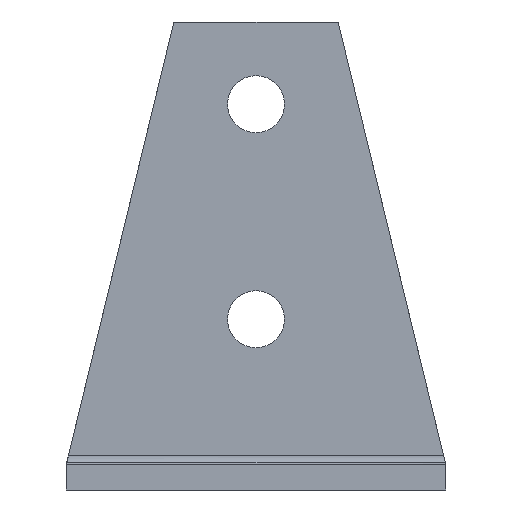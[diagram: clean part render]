
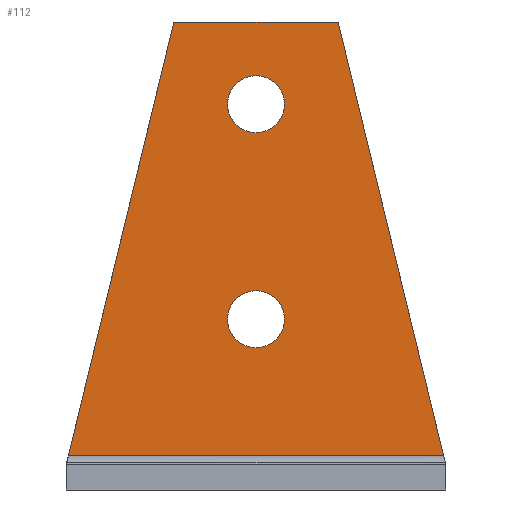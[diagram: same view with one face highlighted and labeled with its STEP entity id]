
A CAD part, front view. The second image highlights one B-rep face of the part: STEP entity #112.
In plain terms, the highlighted planar face has unit normal (0, -1, 0).
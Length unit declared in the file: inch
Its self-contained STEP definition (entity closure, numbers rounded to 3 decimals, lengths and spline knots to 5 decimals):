
#112=ADVANCED_FACE('',(#229,#230,#231),#232,.F.);
#229=FACE_OUTER_BOUND('',#440,.T.);
#230=FACE_BOUND('',#441,.T.);
#231=FACE_BOUND('',#442,.T.);
#232=PLANE('',#443);
#440=EDGE_LOOP('',(#686,#687,#688,#689));
#441=EDGE_LOOP('',(#690,#691,#692,#693));
#442=EDGE_LOOP('',(#694,#695,#696,#697));
#443=AXIS2_PLACEMENT_3D('',#698,#699,#700);
#686=ORIENTED_EDGE('',*,*,#839,.F.);
#687=ORIENTED_EDGE('',*,*,#800,.F.);
#688=ORIENTED_EDGE('',*,*,#894,.F.);
#689=ORIENTED_EDGE('',*,*,#855,.F.);
#690=ORIENTED_EDGE('',*,*,#895,.F.);
#691=ORIENTED_EDGE('',*,*,#872,.F.);
#692=ORIENTED_EDGE('',*,*,#827,.F.);
#693=ORIENTED_EDGE('',*,*,#859,.F.);
#694=ORIENTED_EDGE('',*,*,#884,.F.);
#695=ORIENTED_EDGE('',*,*,#889,.F.);
#696=ORIENTED_EDGE('',*,*,#880,.F.);
#697=ORIENTED_EDGE('',*,*,#896,.F.);
#698=CARTESIAN_POINT('',(0.93746,0.68747,0.9922));
#699=DIRECTION('',(0.,1.0,0.));
#700=DIRECTION('',(0.0,0.,1.0));
#800=EDGE_CURVE('',#947,#949,#950,.T.);
#827=EDGE_CURVE('',#994,#996,#997,.T.);
#839=EDGE_CURVE('',#949,#1014,#1015,.T.);
#855=EDGE_CURVE('',#1014,#1036,#1037,.T.);
#859=EDGE_CURVE('',#1040,#994,#1042,.T.);
#872=EDGE_CURVE('',#996,#1059,#1060,.T.);
#880=EDGE_CURVE('',#1068,#1070,#1071,.T.);
#884=EDGE_CURVE('',#1074,#1076,#1077,.T.);
#889=EDGE_CURVE('',#1070,#1074,#1082,.T.);
#894=EDGE_CURVE('',#1036,#947,#1087,.T.);
#895=EDGE_CURVE('',#1059,#1040,#1088,.T.);
#896=EDGE_CURVE('',#1076,#1068,#1089,.T.);
#947=VERTEX_POINT('',#1175);
#949=VERTEX_POINT('',#1178);
#950=LINE('',#1179,#1180);
#994=VERTEX_POINT('',#1248);
#996=VERTEX_POINT('',#1251);
#997=B_SPLINE_CURVE_WITH_KNOTS('',3,(#1252,#1253,#1254,#1255),.UNSPECIFIED.,.F.,.F.,(4,4),(0.0,1.0),.UNSPECIFIED.);
#1014=VERTEX_POINT('',#1284);
#1015=LINE('',#1285,#1286);
#1036=VERTEX_POINT('',#1324);
#1037=LINE('',#1325,#1326);
#1040=VERTEX_POINT('',#1330);
#1042=B_SPLINE_CURVE_WITH_KNOTS('',3,(#1333,#1334,#1335,#1336),.UNSPECIFIED.,.F.,.F.,(4,4),(0.0,1.0),.UNSPECIFIED.);
#1059=VERTEX_POINT('',#1369);
#1060=B_SPLINE_CURVE_WITH_KNOTS('',3,(#1370,#1371,#1372,#1373),.UNSPECIFIED.,.F.,.F.,(4,4),(0.0,1.0),.UNSPECIFIED.);
#1068=VERTEX_POINT('',#1384);
#1070=VERTEX_POINT('',#1387);
#1071=B_SPLINE_CURVE_WITH_KNOTS('',3,(#1388,#1389,#1390,#1391),.UNSPECIFIED.,.F.,.F.,(4,4),(0.0,1.0),.UNSPECIFIED.);
#1074=VERTEX_POINT('',#1395);
#1076=VERTEX_POINT('',#1398);
#1077=B_SPLINE_CURVE_WITH_KNOTS('',3,(#1399,#1400,#1401,#1402),.UNSPECIFIED.,.F.,.F.,(4,4),(0.0,1.0),.UNSPECIFIED.);
#1082=B_SPLINE_CURVE_WITH_KNOTS('',3,(#1409,#1410,#1411,#1412),.UNSPECIFIED.,.F.,.F.,(4,4),(0.0,1.0),.UNSPECIFIED.);
#1087=LINE('',#1421,#1422);
#1088=B_SPLINE_CURVE_WITH_KNOTS('',3,(#1423,#1424,#1425,#1426),.UNSPECIFIED.,.F.,.F.,(4,4),(0.0,1.0),.UNSPECIFIED.);
#1089=B_SPLINE_CURVE_WITH_KNOTS('',3,(#1427,#1428,#1429,#1430),.UNSPECIFIED.,.F.,.F.,(4,4),(0.0,1.0),.UNSPECIFIED.);
#1175=CARTESIAN_POINT('',(1.34371,0.68747,2.31253));
#1178=CARTESIAN_POINT('',(1.86404,0.68747,0.17));
#1179=CARTESIAN_POINT('',(1.34371,0.68747,2.31253));
#1180=VECTOR('',#1468,1.0);
#1248=CARTESIAN_POINT('',(0.93746,0.68747,1.76565));
#1251=CARTESIAN_POINT('',(1.07808,0.68747,1.90626));
#1252=CARTESIAN_POINT('',(0.93746,0.68747,1.76565));
#1253=CARTESIAN_POINT('',(1.01514,0.68747,1.76565));
#1254=CARTESIAN_POINT('',(1.07808,0.68747,1.8286));
#1255=CARTESIAN_POINT('',(1.07808,0.68747,1.90626));
#1284=CARTESIAN_POINT('',(0.01087,0.68747,0.17));
#1285=CARTESIAN_POINT('',(0.93747,0.68747,0.17));
#1286=VECTOR('',#1500,1.0);
#1324=CARTESIAN_POINT('',(0.5312,0.68747,2.31253));
#1325=CARTESIAN_POINT('',(-0.00006,0.68747,0.125));
#1326=VECTOR('',#1512,1.0);
#1330=CARTESIAN_POINT('',(0.79683,0.68747,1.90626));
#1333=CARTESIAN_POINT('',(0.79683,0.68747,1.90626));
#1334=CARTESIAN_POINT('',(0.79683,0.68747,1.8286));
#1335=CARTESIAN_POINT('',(0.8598,0.68747,1.76565));
#1336=CARTESIAN_POINT('',(0.93746,0.68747,1.76565));
#1369=CARTESIAN_POINT('',(0.93746,0.68747,2.0469));
#1370=CARTESIAN_POINT('',(1.07808,0.68747,1.90626));
#1371=CARTESIAN_POINT('',(1.07808,0.68747,1.98394));
#1372=CARTESIAN_POINT('',(1.01514,0.68747,2.0469));
#1373=CARTESIAN_POINT('',(0.93746,0.68747,2.0469));
#1384=CARTESIAN_POINT('',(0.93746,0.68747,0.70314));
#1387=CARTESIAN_POINT('',(1.07808,0.68747,0.84376));
#1388=CARTESIAN_POINT('',(0.93746,0.68747,0.70314));
#1389=CARTESIAN_POINT('',(1.01514,0.68747,0.70314));
#1390=CARTESIAN_POINT('',(1.07808,0.68747,0.7661));
#1391=CARTESIAN_POINT('',(1.07808,0.68747,0.84376));
#1395=CARTESIAN_POINT('',(0.93746,0.68747,0.98439));
#1398=CARTESIAN_POINT('',(0.79683,0.68747,0.84376));
#1399=CARTESIAN_POINT('',(0.93746,0.68747,0.98439));
#1400=CARTESIAN_POINT('',(0.8598,0.68747,0.98439));
#1401=CARTESIAN_POINT('',(0.79683,0.68747,0.92143));
#1402=CARTESIAN_POINT('',(0.79683,0.68747,0.84376));
#1409=CARTESIAN_POINT('',(1.07808,0.68747,0.84376));
#1410=CARTESIAN_POINT('',(1.07808,0.68747,0.92143));
#1411=CARTESIAN_POINT('',(1.01514,0.68747,0.98439));
#1412=CARTESIAN_POINT('',(0.93746,0.68747,0.98439));
#1421=CARTESIAN_POINT('',(0.5312,0.68747,2.31253));
#1422=VECTOR('',#1528,1.0);
#1423=CARTESIAN_POINT('',(0.93746,0.68747,2.0469));
#1424=CARTESIAN_POINT('',(0.8598,0.68747,2.0469));
#1425=CARTESIAN_POINT('',(0.79683,0.68747,1.98394));
#1426=CARTESIAN_POINT('',(0.79683,0.68747,1.90626));
#1427=CARTESIAN_POINT('',(0.79683,0.68747,0.84376));
#1428=CARTESIAN_POINT('',(0.79683,0.68747,0.7661));
#1429=CARTESIAN_POINT('',(0.8598,0.68747,0.70314));
#1430=CARTESIAN_POINT('',(0.93746,0.68747,0.70314));
#1468=DIRECTION('',(0.236,0.0,-0.972));
#1500=DIRECTION('',(-1.0,0.,0.0));
#1512=DIRECTION('',(0.236,0.0,0.972));
#1528=DIRECTION('',(1.0,0.0,0.0));
